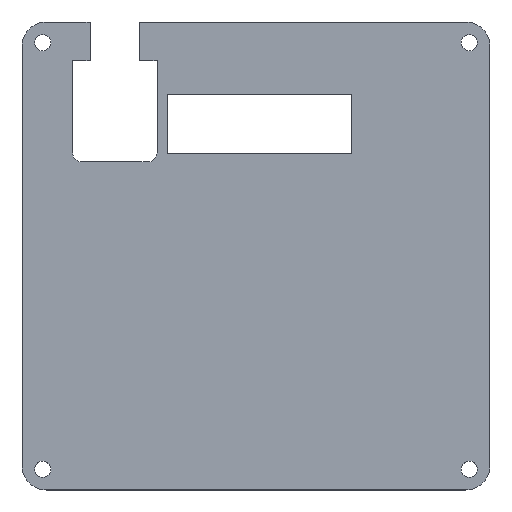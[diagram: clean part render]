
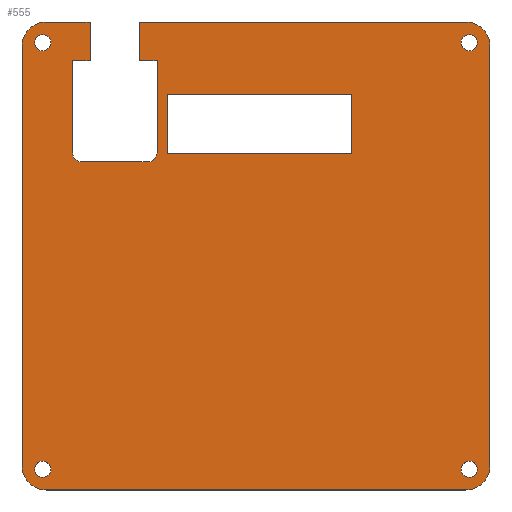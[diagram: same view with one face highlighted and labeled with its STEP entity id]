
A CAD part, top view. The second image highlights one B-rep face of the part: STEP entity #555.
In plain terms, the highlighted planar face has unit normal (0, 0, 1).
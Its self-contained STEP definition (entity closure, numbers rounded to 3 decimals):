
#20=FACE_BOUND('',#93,.T.);
#21=FACE_BOUND('',#94,.T.);
#22=FACE_BOUND('',#95,.T.);
#23=FACE_BOUND('',#96,.T.);
#24=FACE_BOUND('',#97,.T.);
#33=PLANE('',#619);
#59=FACE_OUTER_BOUND('',#92,.T.);
#92=EDGE_LOOP('',(#463,#464,#465,#466,#467,#468,#469,#470,#471,#472,#473,
#474,#475,#476,#477,#478,#479,#480));
#93=EDGE_LOOP('',(#481));
#94=EDGE_LOOP('',(#482));
#95=EDGE_LOOP('',(#483));
#96=EDGE_LOOP('',(#484));
#97=EDGE_LOOP('',(#485,#486,#487,#488));
#111=LINE('',#819,#165);
#113=LINE('',#828,#167);
#115=LINE('',#836,#169);
#120=LINE('',#845,#174);
#123=LINE('',#851,#177);
#135=LINE('',#887,#189);
#138=LINE('',#893,#192);
#142=LINE('',#902,#196);
#145=LINE('',#912,#199);
#146=LINE('',#917,#200);
#147=LINE('',#921,#201);
#148=LINE('',#924,#202);
#149=LINE('',#927,#203);
#150=LINE('',#929,#204);
#151=LINE('',#931,#205);
#152=LINE('',#932,#206);
#165=VECTOR('',#663,10.);
#167=VECTOR('',#671,10.);
#169=VECTOR('',#679,10.);
#174=VECTOR('',#686,10.);
#177=VECTOR('',#691,10.);
#189=VECTOR('',#719,10.);
#192=VECTOR('',#724,10.);
#196=VECTOR('',#734,10.);
#199=VECTOR('',#747,10.);
#200=VECTOR('',#754,10.);
#201=VECTOR('',#757,10.);
#202=VECTOR('',#760,10.);
#203=VECTOR('',#761,10.);
#204=VECTOR('',#762,10.);
#205=VECTOR('',#763,10.);
#206=VECTOR('',#764,10.);
#215=CIRCLE('',#580,1.7);
#217=CIRCLE('',#583,1.7);
#219=CIRCLE('',#586,1.7);
#221=CIRCLE('',#589,1.7);
#233=CIRCLE('',#610,5.);
#234=CIRCLE('',#613,5.);
#235=CIRCLE('',#615,5.);
#236=CIRCLE('',#618,5.);
#237=CIRCLE('',#620,1.88);
#238=CIRCLE('',#621,1.88);
#239=VERTEX_POINT('',#793);
#241=VERTEX_POINT('',#799);
#243=VERTEX_POINT('',#805);
#245=VERTEX_POINT('',#811);
#247=VERTEX_POINT('',#817);
#248=VERTEX_POINT('',#818);
#251=VERTEX_POINT('',#826);
#252=VERTEX_POINT('',#827);
#255=VERTEX_POINT('',#835);
#258=VERTEX_POINT('',#843);
#260=VERTEX_POINT('',#849);
#276=VERTEX_POINT('',#886);
#277=VERTEX_POINT('',#890);
#278=VERTEX_POINT('',#892);
#279=VERTEX_POINT('',#896);
#280=VERTEX_POINT('',#900);
#281=VERTEX_POINT('',#906);
#282=VERTEX_POINT('',#910);
#283=VERTEX_POINT('',#916);
#284=VERTEX_POINT('',#918);
#285=VERTEX_POINT('',#920);
#286=VERTEX_POINT('',#922);
#287=VERTEX_POINT('',#925);
#288=VERTEX_POINT('',#926);
#289=VERTEX_POINT('',#928);
#290=VERTEX_POINT('',#930);
#291=EDGE_CURVE('',#239,#239,#215,.T.);
#294=EDGE_CURVE('',#241,#241,#217,.T.);
#297=EDGE_CURVE('',#243,#243,#219,.T.);
#300=EDGE_CURVE('',#245,#245,#221,.T.);
#303=EDGE_CURVE('',#247,#248,#111,.T.);
#307=EDGE_CURVE('',#251,#252,#113,.T.);
#311=EDGE_CURVE('',#247,#255,#115,.T.);
#316=EDGE_CURVE('',#258,#252,#120,.T.);
#319=EDGE_CURVE('',#248,#260,#123,.T.);
#337=EDGE_CURVE('',#276,#251,#135,.T.);
#340=EDGE_CURVE('',#277,#278,#138,.T.);
#343=EDGE_CURVE('',#277,#279,#233,.T.);
#345=EDGE_CURVE('',#280,#279,#142,.T.);
#346=EDGE_CURVE('',#280,#255,#234,.T.);
#348=EDGE_CURVE('',#258,#281,#235,.T.);
#350=EDGE_CURVE('',#282,#281,#145,.T.);
#351=EDGE_CURVE('',#282,#278,#236,.T.);
#352=EDGE_CURVE('',#260,#283,#146,.T.);
#353=EDGE_CURVE('',#283,#284,#237,.T.);
#354=EDGE_CURVE('',#284,#285,#147,.T.);
#355=EDGE_CURVE('',#285,#286,#238,.T.);
#356=EDGE_CURVE('',#286,#276,#148,.T.);
#357=EDGE_CURVE('',#287,#288,#149,.T.);
#358=EDGE_CURVE('',#288,#289,#150,.T.);
#359=EDGE_CURVE('',#289,#290,#151,.T.);
#360=EDGE_CURVE('',#290,#287,#152,.T.);
#463=ORIENTED_EDGE('',*,*,#307,.T.);
#464=ORIENTED_EDGE('',*,*,#316,.F.);
#465=ORIENTED_EDGE('',*,*,#348,.T.);
#466=ORIENTED_EDGE('',*,*,#350,.F.);
#467=ORIENTED_EDGE('',*,*,#351,.T.);
#468=ORIENTED_EDGE('',*,*,#340,.F.);
#469=ORIENTED_EDGE('',*,*,#343,.T.);
#470=ORIENTED_EDGE('',*,*,#345,.F.);
#471=ORIENTED_EDGE('',*,*,#346,.T.);
#472=ORIENTED_EDGE('',*,*,#311,.F.);
#473=ORIENTED_EDGE('',*,*,#303,.T.);
#474=ORIENTED_EDGE('',*,*,#319,.T.);
#475=ORIENTED_EDGE('',*,*,#352,.T.);
#476=ORIENTED_EDGE('',*,*,#353,.T.);
#477=ORIENTED_EDGE('',*,*,#354,.T.);
#478=ORIENTED_EDGE('',*,*,#355,.T.);
#479=ORIENTED_EDGE('',*,*,#356,.T.);
#480=ORIENTED_EDGE('',*,*,#337,.T.);
#481=ORIENTED_EDGE('',*,*,#291,.T.);
#482=ORIENTED_EDGE('',*,*,#294,.T.);
#483=ORIENTED_EDGE('',*,*,#297,.T.);
#484=ORIENTED_EDGE('',*,*,#300,.T.);
#485=ORIENTED_EDGE('',*,*,#357,.T.);
#486=ORIENTED_EDGE('',*,*,#358,.T.);
#487=ORIENTED_EDGE('',*,*,#359,.T.);
#488=ORIENTED_EDGE('',*,*,#360,.T.);
#555=ADVANCED_FACE('',(#59,#20,#21,#22,#23,#24),#33,.T.);
#580=AXIS2_PLACEMENT_3D('',#794,#635,#636);
#583=AXIS2_PLACEMENT_3D('',#800,#642,#643);
#586=AXIS2_PLACEMENT_3D('',#806,#649,#650);
#589=AXIS2_PLACEMENT_3D('',#812,#656,#657);
#610=AXIS2_PLACEMENT_3D('',#898,#729,#730);
#613=AXIS2_PLACEMENT_3D('',#904,#737,#738);
#615=AXIS2_PLACEMENT_3D('',#908,#742,#743);
#618=AXIS2_PLACEMENT_3D('',#914,#750,#751);
#619=AXIS2_PLACEMENT_3D('',#915,#752,#753);
#620=AXIS2_PLACEMENT_3D('',#919,#755,#756);
#621=AXIS2_PLACEMENT_3D('',#923,#758,#759);
#635=DIRECTION('center_axis',(0.,0.,-1.));
#636=DIRECTION('ref_axis',(-1.,0.,0.));
#642=DIRECTION('center_axis',(0.,0.,-1.));
#643=DIRECTION('ref_axis',(-1.,0.,0.));
#649=DIRECTION('center_axis',(0.,0.,-1.));
#650=DIRECTION('ref_axis',(-1.,0.,0.));
#656=DIRECTION('center_axis',(0.,0.,-1.));
#657=DIRECTION('ref_axis',(-1.,0.,0.));
#663=DIRECTION('',(0.,-1.,0.));
#671=DIRECTION('',(0.,1.,0.));
#679=DIRECTION('',(1.,0.,0.));
#686=DIRECTION('',(1.,0.,0.));
#691=DIRECTION('',(1.,0.,0.));
#719=DIRECTION('',(1.,0.,0.));
#724=DIRECTION('',(-1.,0.,0.));
#729=DIRECTION('center_axis',(0.,0.,1.));
#730=DIRECTION('ref_axis',(0.,-1.,0.));
#734=DIRECTION('',(0.,-1.,0.));
#737=DIRECTION('center_axis',(0.,0.,1.));
#738=DIRECTION('ref_axis',(1.,0.,0.));
#742=DIRECTION('center_axis',(0.,0.,1.));
#743=DIRECTION('ref_axis',(0.,1.,0.));
#747=DIRECTION('',(0.,1.,0.));
#750=DIRECTION('center_axis',(0.,0.,1.));
#751=DIRECTION('ref_axis',(-1.,0.,0.));
#752=DIRECTION('center_axis',(0.,0.,1.));
#753=DIRECTION('ref_axis',(1.,0.,0.));
#754=DIRECTION('',(0.,-1.,0.));
#755=DIRECTION('center_axis',(0.,0.,-1.));
#756=DIRECTION('ref_axis',(0.,-1.,0.));
#757=DIRECTION('',(-1.,0.,0.));
#758=DIRECTION('center_axis',(0.,0.,-1.));
#759=DIRECTION('ref_axis',(-1.,0.,0.));
#760=DIRECTION('',(0.,1.,0.));
#761=DIRECTION('',(-1.,0.,0.));
#762=DIRECTION('',(0.,1.,0.));
#763=DIRECTION('',(1.,0.,0.));
#764=DIRECTION('',(0.,-1.,0.));
#793=CARTESIAN_POINT('',(86.407,-84.707,6.625));
#794=CARTESIAN_POINT('Origin',(84.707,-84.707,6.625));
#799=CARTESIAN_POINT('',(86.407,3.707,6.625));
#800=CARTESIAN_POINT('Origin',(84.707,3.707,6.625));
#805=CARTESIAN_POINT('',(-2.007,-84.707,6.625));
#806=CARTESIAN_POINT('Origin',(-3.707,-84.707,6.625));
#811=CARTESIAN_POINT('',(-2.007,3.707,6.625));
#812=CARTESIAN_POINT('Origin',(-3.707,3.707,6.625));
#817=CARTESIAN_POINT('',(16.389,8.,6.625));
#818=CARTESIAN_POINT('',(16.389,0.,6.625));
#819=CARTESIAN_POINT('',(16.389,8.,6.625));
#826=CARTESIAN_POINT('',(6.111,0.,6.625));
#827=CARTESIAN_POINT('',(6.111,8.,6.625));
#828=CARTESIAN_POINT('',(6.111,8.,6.625));
#835=CARTESIAN_POINT('',(84.,8.,6.625));
#836=CARTESIAN_POINT('',(-3.,8.,6.625));
#843=CARTESIAN_POINT('',(-3.,8.,6.625));
#845=CARTESIAN_POINT('',(-3.,8.,6.625));
#849=CARTESIAN_POINT('',(20.,0.,6.625));
#851=CARTESIAN_POINT('',(0.,0.,6.625));
#886=CARTESIAN_POINT('',(2.5,0.,6.625));
#887=CARTESIAN_POINT('',(0.,0.,6.625));
#890=CARTESIAN_POINT('',(84.,-89.,6.625));
#892=CARTESIAN_POINT('',(-3.,-89.,6.625));
#893=CARTESIAN_POINT('',(84.,-89.,6.625));
#896=CARTESIAN_POINT('',(89.,-84.,6.625));
#898=CARTESIAN_POINT('Origin',(84.,-84.,6.625));
#900=CARTESIAN_POINT('',(89.,3.,6.625));
#902=CARTESIAN_POINT('',(89.,3.,6.625));
#904=CARTESIAN_POINT('Origin',(84.,3.,6.625));
#906=CARTESIAN_POINT('',(-8.,3.,6.625));
#908=CARTESIAN_POINT('Origin',(-3.,3.,6.625));
#910=CARTESIAN_POINT('',(-8.,-84.,6.625));
#912=CARTESIAN_POINT('',(-8.,-84.,6.625));
#914=CARTESIAN_POINT('Origin',(-3.,-84.,6.625));
#915=CARTESIAN_POINT('Origin',(40.395,-51.167,6.625));
#916=CARTESIAN_POINT('',(20.,-19.12,6.625));
#917=CARTESIAN_POINT('',(20.,-25.576,6.625));
#918=CARTESIAN_POINT('',(18.12,-21.,6.625));
#919=CARTESIAN_POINT('Origin',(18.12,-19.12,6.625));
#920=CARTESIAN_POINT('',(4.38,-21.,6.625));
#921=CARTESIAN_POINT('',(29.258,-21.,6.625));
#922=CARTESIAN_POINT('',(2.5,-19.12,6.625));
#923=CARTESIAN_POINT('Origin',(4.38,-19.12,6.625));
#924=CARTESIAN_POINT('',(2.5,-35.144,6.625));
#925=CARTESIAN_POINT('',(60.366,-19.201,6.625));
#926=CARTESIAN_POINT('',(22.066,-19.201,6.625));
#927=CARTESIAN_POINT('',(50.381,-19.201,6.625));
#928=CARTESIAN_POINT('',(22.066,-7.101,6.625));
#929=CARTESIAN_POINT('',(22.066,-35.184,6.625));
#930=CARTESIAN_POINT('',(60.366,-7.101,6.625));
#931=CARTESIAN_POINT('',(31.231,-7.101,6.625));
#932=CARTESIAN_POINT('',(60.366,-29.134,6.625));
